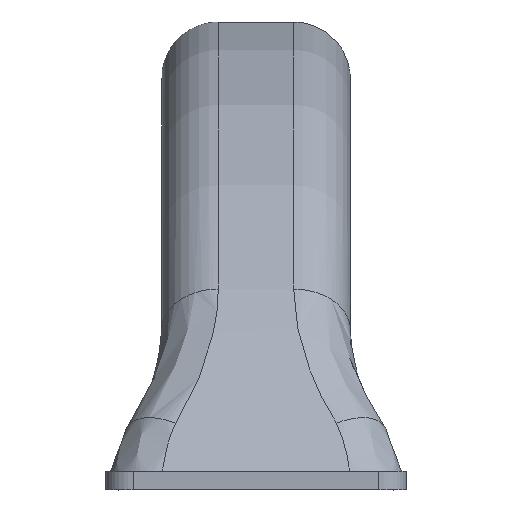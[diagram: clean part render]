
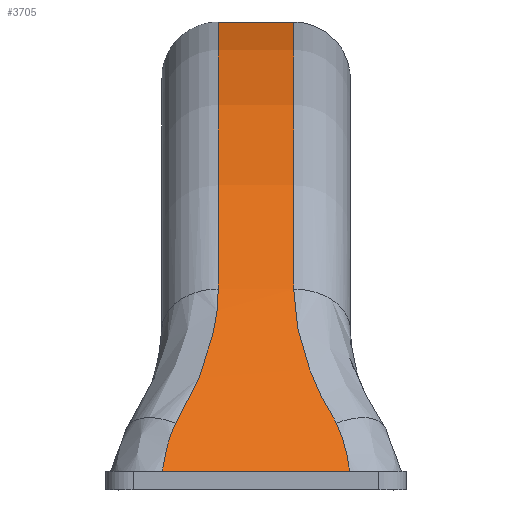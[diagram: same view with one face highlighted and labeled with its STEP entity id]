
A CAD part, left-side view. The second image highlights one B-rep face of the part: STEP entity #3705.
In plain terms, the highlighted cylindrical face has radius 103.75 mm (diameter 207.5 mm), a partial arc.
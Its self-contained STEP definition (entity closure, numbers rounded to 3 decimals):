
#2543=CARTESIAN_POINT('',(242.763,191.162,2.));
#2544=VERTEX_POINT('',#2543);
#2562=CARTESIAN_POINT('',(239.302,192.561,7.093));
#2563=VERTEX_POINT('',#2562);
#2564=CARTESIAN_POINT('',(242.763,191.162,2.));
#2565=CARTESIAN_POINT('',(241.634,191.376,3.772));
#2566=CARTESIAN_POINT('',(240.447,191.803,5.51));
#2567=CARTESIAN_POINT('',(239.302,192.561,7.093));
#2568=B_SPLINE_CURVE_WITH_KNOTS('',3,(#2564,#2565,#2566,#2567),.UNSPECIFIED.,.F.,.U.,(4,4),(0.556,1.153),.UNSPECIFIED.);
#2569=EDGE_CURVE('',#2544,#2563,#2568,.T.);
#2660=CARTESIAN_POINT('',(226.888,197.085,21.311));
#2661=VERTEX_POINT('',#2660);
#2662=CARTESIAN_POINT('',(239.302,192.561,7.093));
#2663=CARTESIAN_POINT('',(238.418,193.327,8.312));
#2664=CARTESIAN_POINT('',(236.39,194.758,10.991));
#2665=CARTESIAN_POINT('',(232.361,196.545,15.8));
#2666=CARTESIAN_POINT('',(228.988,197.096,19.307));
#2667=CARTESIAN_POINT('',(226.888,197.085,21.311));
#2668=B_SPLINE_CURVE_WITH_KNOTS('',3,(#2662,#2663,#2664,#2665,#2666,#2667),.UNSPECIFIED.,.F.,.U.,(4,1,1,4),(14.936,15.416,15.963,16.781),.UNSPECIFIED.);
#2669=EDGE_CURVE('',#2563,#2661,#2668,.T.);
#2732=CARTESIAN_POINT('',(83.642,197.085,21.311));
#2733=VERTEX_POINT('',#2732);
#2734=CARTESIAN_POINT('',(155.265,197.085,-53.75));
#2735=DIRECTION('',(0.0,-1.0,0.0));
#2736=DIRECTION('',(0.0,0.0,1.0));
#2737=AXIS2_PLACEMENT_3D('',#2734,#2735,#2736);
#2738=CIRCLE('',#2737,103.75);
#2739=EDGE_CURVE('',#2661,#2733,#2738,.T.);
#2829=CARTESIAN_POINT('',(71.228,192.561,7.093));
#2830=VERTEX_POINT('',#2829);
#2831=CARTESIAN_POINT('',(83.642,197.085,21.311));
#2832=CARTESIAN_POINT('',(81.541,197.096,19.307));
#2833=CARTESIAN_POINT('',(78.168,196.545,15.8));
#2834=CARTESIAN_POINT('',(74.139,194.758,10.99));
#2835=CARTESIAN_POINT('',(72.111,193.327,8.312));
#2836=CARTESIAN_POINT('',(71.228,192.561,7.093));
#2837=B_SPLINE_CURVE_WITH_KNOTS('',3,(#2831,#2832,#2833,#2834,#2835,#2836),.UNSPECIFIED.,.F.,.U.,(4,1,1,4),(16.282,17.1,17.647,18.127),.UNSPECIFIED.);
#2838=EDGE_CURVE('',#2733,#2830,#2837,.T.);
#2923=CARTESIAN_POINT('',(67.766,191.162,2.));
#2924=VERTEX_POINT('',#2923);
#2952=CARTESIAN_POINT('',(71.228,192.561,7.093));
#2953=CARTESIAN_POINT('',(70.082,191.803,5.51));
#2954=CARTESIAN_POINT('',(68.895,191.376,3.772));
#2955=CARTESIAN_POINT('',(67.766,191.162,2.));
#2956=B_SPLINE_CURVE_WITH_KNOTS('',3,(#2952,#2953,#2954,#2955),.UNSPECIFIED.,.F.,.U.,(4,4),(3.117,3.713),.UNSPECIFIED.);
#2957=EDGE_CURVE('',#2830,#2924,#2956,.T.);
#3040=CARTESIAN_POINT('',(83.642,205.085,21.311));
#3041=VERTEX_POINT('',#3040);
#3042=CARTESIAN_POINT('',(226.888,205.085,21.311));
#3043=VERTEX_POINT('',#3042);
#3044=CARTESIAN_POINT('',(155.265,205.085,-53.75));
#3045=DIRECTION('',(0.0,1.0,0.0));
#3046=DIRECTION('',(0.0,0.0,1.0));
#3047=AXIS2_PLACEMENT_3D('',#3044,#3045,#3046);
#3048=CIRCLE('',#3047,103.75);
#3049=EDGE_CURVE('',#3041,#3043,#3048,.T.);
#3168=CARTESIAN_POINT('',(71.228,209.609,7.093));
#3169=VERTEX_POINT('',#3168);
#3170=CARTESIAN_POINT('',(71.228,209.609,7.093));
#3171=CARTESIAN_POINT('',(72.612,208.408,9.004));
#3172=CARTESIAN_POINT('',(75.267,206.746,12.427));
#3173=CARTESIAN_POINT('',(79.497,205.37,17.202));
#3174=CARTESIAN_POINT('',(82.242,205.078,19.976));
#3175=CARTESIAN_POINT('',(83.642,205.085,21.311));
#3176=B_SPLINE_CURVE_WITH_KNOTS('',3,(#3170,#3171,#3172,#3173,#3174,#3175),.UNSPECIFIED.,.F.,.U.,(4,1,1,4),(14.936,15.689,16.236,16.781),.UNSPECIFIED.);
#3177=EDGE_CURVE('',#3169,#3041,#3176,.T.);
#3274=CARTESIAN_POINT('',(239.302,209.609,7.093));
#3275=VERTEX_POINT('',#3274);
#3276=CARTESIAN_POINT('',(226.888,205.085,21.311));
#3277=CARTESIAN_POINT('',(228.988,205.074,19.307));
#3278=CARTESIAN_POINT('',(232.361,205.625,15.8));
#3279=CARTESIAN_POINT('',(236.39,207.413,10.991));
#3280=CARTESIAN_POINT('',(238.418,208.844,8.312));
#3281=CARTESIAN_POINT('',(239.302,209.609,7.093));
#3282=B_SPLINE_CURVE_WITH_KNOTS('',3,(#3276,#3277,#3278,#3279,#3280,#3281),.UNSPECIFIED.,.F.,.U.,(4,1,1,4),(16.282,17.1,17.647,18.127),.UNSPECIFIED.);
#3283=EDGE_CURVE('',#3043,#3275,#3282,.T.);
#3378=CARTESIAN_POINT('',(67.766,211.008,2.));
#3379=VERTEX_POINT('',#3378);
#3399=CARTESIAN_POINT('',(67.766,211.008,2.));
#3400=CARTESIAN_POINT('',(68.895,210.794,3.772));
#3401=CARTESIAN_POINT('',(70.082,210.367,5.51));
#3402=CARTESIAN_POINT('',(71.228,209.609,7.093));
#3403=B_SPLINE_CURVE_WITH_KNOTS('',3,(#3399,#3400,#3401,#3402),.UNSPECIFIED.,.F.,.U.,(4,4),(0.556,1.153),.UNSPECIFIED.);
#3404=EDGE_CURVE('',#3379,#3169,#3403,.T.);
#3446=CARTESIAN_POINT('',(242.763,211.008,2.));
#3447=VERTEX_POINT('',#3446);
#3475=CARTESIAN_POINT('',(239.302,209.609,7.093));
#3476=CARTESIAN_POINT('',(240.447,210.367,5.51));
#3477=CARTESIAN_POINT('',(241.634,210.794,3.772));
#3478=CARTESIAN_POINT('',(242.763,211.008,2.));
#3479=B_SPLINE_CURVE_WITH_KNOTS('',3,(#3475,#3476,#3477,#3478),.UNSPECIFIED.,.F.,.U.,(4,4),(3.117,3.713),.UNSPECIFIED.);
#3480=EDGE_CURVE('',#3275,#3447,#3479,.T.);
#3599=CARTESIAN_POINT('',(67.766,211.008,2.));
#3600=DIRECTION('',(0.0,-1.0,0.0));
#3601=VECTOR('',#3600,19.845);
#3602=LINE('',#3599,#3601);
#3603=EDGE_CURVE('',#3379,#2924,#3602,.T.);
#3646=CARTESIAN_POINT('',(242.763,211.008,2.));
#3647=DIRECTION('',(0.0,-1.0,0.0));
#3648=VECTOR('',#3647,19.845);
#3649=LINE('',#3646,#3648);
#3650=EDGE_CURVE('',#3447,#2544,#3649,.T.);
#3686=CARTESIAN_POINT('',(155.265,217.085,-53.75));
#3687=DIRECTION('',(0.,-1.0,0.0));
#3688=DIRECTION('',(0.0,0.0,-1.0));
#3689=AXIS2_PLACEMENT_3D('',#3686,#3687,#3688);
#3690=CYLINDRICAL_SURFACE('',#3689,103.75);
#3691=ORIENTED_EDGE('',*,*,#2569,.F.);
#3692=ORIENTED_EDGE('',*,*,#3650,.F.);
#3693=ORIENTED_EDGE('',*,*,#3480,.F.);
#3694=ORIENTED_EDGE('',*,*,#3283,.F.);
#3695=ORIENTED_EDGE('',*,*,#3049,.F.);
#3696=ORIENTED_EDGE('',*,*,#3177,.F.);
#3697=ORIENTED_EDGE('',*,*,#3404,.F.);
#3698=ORIENTED_EDGE('',*,*,#3603,.T.);
#3699=ORIENTED_EDGE('',*,*,#2957,.F.);
#3700=ORIENTED_EDGE('',*,*,#2838,.F.);
#3701=ORIENTED_EDGE('',*,*,#2739,.F.);
#3702=ORIENTED_EDGE('',*,*,#2669,.F.);
#3703=EDGE_LOOP('',(#3691,#3692,#3693,#3694,#3695,#3696,#3697,#3698,#3699,#3700,#3701,#3702));
#3704=FACE_OUTER_BOUND('',#3703,.T.);
#3705=ADVANCED_FACE('',(#3704),#3690,.T.);
